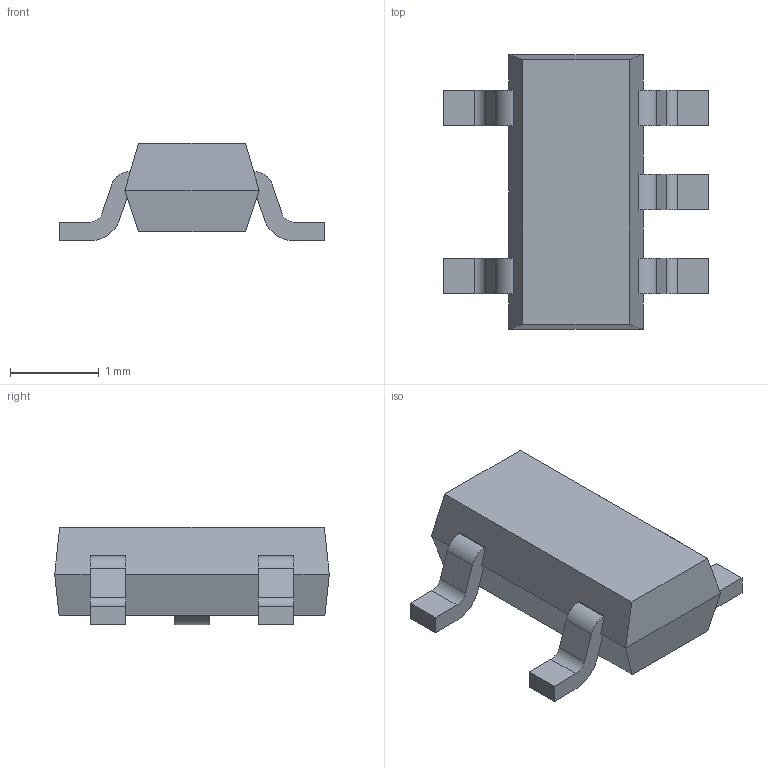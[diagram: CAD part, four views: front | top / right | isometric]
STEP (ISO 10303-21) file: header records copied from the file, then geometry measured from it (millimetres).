
FILE_DESCRIPTION (( 'STEP AP214' ), '1' );
FILE_NAME ('User Library-SOT753.STEP', '2017-05-15T13:03:04', ( 'Windows User' ), ( '' ), 'SwSTEP 2.0', 'SolidWorks 2017', '' );
FILE_SCHEMA (( 'AUTOMOTIVE_DESIGN' ));
Length unit declared in the file: millimetre
Products named in the file (1): User Library-SOT753
Bounding box: 3 x 3.1 x 1.1 mm (x, y, z)
Volume: 4.6 mm3; surface area: 22.9 mm2
Topology: 1 solids, 1 shells, 65 faces, 185 edges, 122 vertices
Faces by surface type: plane 50, cylinder 15
Entity records: 2846 total; most frequent: CARTESIAN_POINT 373, ORIENTED_EDGE 370, DIRECTION 347, EDGE_CURVE 185, VECTOR 155, LINE 155, VERTEX_POINT 122, AXIS2_PLACEMENT_3D 96
